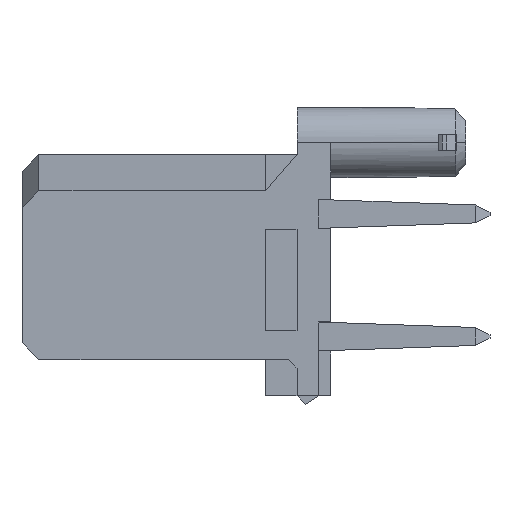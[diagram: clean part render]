
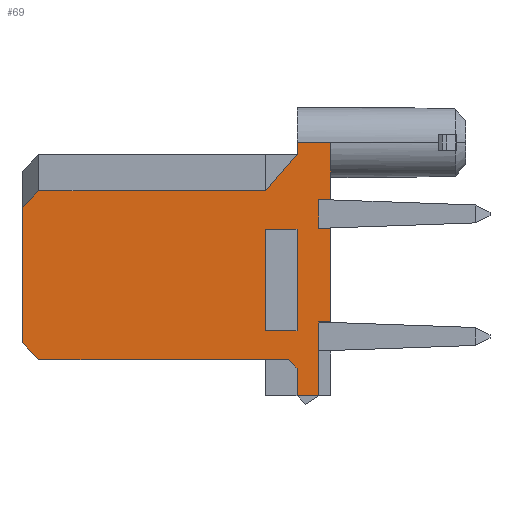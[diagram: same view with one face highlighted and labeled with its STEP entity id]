
A CAD part, left-side view. The second image highlights one B-rep face of the part: STEP entity #69.
In plain terms, the highlighted planar face has unit normal (-1, 0, 0).
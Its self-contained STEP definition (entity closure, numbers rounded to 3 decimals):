
#69=ADVANCED_FACE('',(#294,#295),#296,.F.);
#294=FACE_OUTER_BOUND('',#727,.T.);
#295=FACE_BOUND('',#728,.T.);
#296=PLANE('',#729);
#727=EDGE_LOOP('',(#1194,#1195,#1196,#1197,#1198,#1199,#1200,#1201,#1202,#1203,#1204,#1205,#1206,#1207,#1208,#1209,#1210,#1211));
#728=EDGE_LOOP('',(#1212,#1213,#1214,#1215));
#729=AXIS2_PLACEMENT_3D('',#1216,#1217,#1218);
#1194=ORIENTED_EDGE('',*,*,#2880,.T.);
#1195=ORIENTED_EDGE('',*,*,#2881,.F.);
#1196=ORIENTED_EDGE('',*,*,#2882,.F.);
#1197=ORIENTED_EDGE('',*,*,#2883,.T.);
#1198=ORIENTED_EDGE('',*,*,#2884,.T.);
#1199=ORIENTED_EDGE('',*,*,#2885,.F.);
#1200=ORIENTED_EDGE('',*,*,#2886,.F.);
#1201=ORIENTED_EDGE('',*,*,#2887,.F.);
#1202=ORIENTED_EDGE('',*,*,#2888,.T.);
#1203=ORIENTED_EDGE('',*,*,#2889,.F.);
#1204=ORIENTED_EDGE('',*,*,#2890,.F.);
#1205=ORIENTED_EDGE('',*,*,#2891,.F.);
#1206=ORIENTED_EDGE('',*,*,#2892,.F.);
#1207=ORIENTED_EDGE('',*,*,#2893,.F.);
#1208=ORIENTED_EDGE('',*,*,#2894,.F.);
#1209=ORIENTED_EDGE('',*,*,#2879,.T.);
#1210=ORIENTED_EDGE('',*,*,#2895,.T.);
#1211=ORIENTED_EDGE('',*,*,#2896,.F.);
#1212=ORIENTED_EDGE('',*,*,#2897,.F.);
#1213=ORIENTED_EDGE('',*,*,#2898,.T.);
#1214=ORIENTED_EDGE('',*,*,#2899,.T.);
#1215=ORIENTED_EDGE('',*,*,#2900,.F.);
#1216=CARTESIAN_POINT('',(-4.43,0.0,0.0));
#1217=DIRECTION('',(1.0,0.0,0.0));
#1218=DIRECTION('',(0.0,1.0,0.0));
#2879=EDGE_CURVE('',#3460,#3471,#3473,.T.);
#2880=EDGE_CURVE('',#3474,#3475,#3476,.T.);
#2881=EDGE_CURVE('',#3477,#3475,#3478,.T.);
#2882=EDGE_CURVE('',#3479,#3477,#3480,.T.);
#2883=EDGE_CURVE('',#3479,#3481,#3482,.T.);
#2884=EDGE_CURVE('',#3481,#3483,#3484,.T.);
#2885=EDGE_CURVE('',#3485,#3483,#3486,.T.);
#2886=EDGE_CURVE('',#3487,#3485,#3488,.T.);
#2887=EDGE_CURVE('',#3489,#3487,#3490,.T.);
#2888=EDGE_CURVE('',#3489,#3491,#3492,.T.);
#2889=EDGE_CURVE('',#3493,#3491,#3494,.T.);
#2890=EDGE_CURVE('',#3495,#3493,#3496,.T.);
#2891=EDGE_CURVE('',#3497,#3495,#3498,.T.);
#2892=EDGE_CURVE('',#3499,#3497,#3500,.T.);
#2893=EDGE_CURVE('',#3501,#3499,#3502,.T.);
#2894=EDGE_CURVE('',#3460,#3501,#3503,.T.);
#2895=EDGE_CURVE('',#3471,#3504,#3505,.T.);
#2896=EDGE_CURVE('',#3474,#3504,#3506,.T.);
#2897=EDGE_CURVE('',#3507,#3508,#3509,.T.);
#2898=EDGE_CURVE('',#3507,#3510,#3511,.T.);
#2899=EDGE_CURVE('',#3510,#3512,#3513,.T.);
#2900=EDGE_CURVE('',#3508,#3512,#3514,.T.);
#3460=VERTEX_POINT('',#4360);
#3471=VERTEX_POINT('',#4387);
#3473=LINE('',#4389,#4390);
#3474=VERTEX_POINT('',#4391);
#3475=VERTEX_POINT('',#4392);
#3476=LINE('',#4393,#4394);
#3477=VERTEX_POINT('',#4395);
#3478=LINE('',#4396,#4397);
#3479=VERTEX_POINT('',#4398);
#3480=LINE('',#4399,#4400);
#3481=VERTEX_POINT('',#4401);
#3482=LINE('',#4402,#4403);
#3483=VERTEX_POINT('',#4404);
#3484=LINE('',#4405,#4406);
#3485=VERTEX_POINT('',#4407);
#3486=LINE('',#4408,#4409);
#3487=VERTEX_POINT('',#4410);
#3488=LINE('',#4411,#4412);
#3489=VERTEX_POINT('',#4413);
#3490=LINE('',#4414,#4415);
#3491=VERTEX_POINT('',#4416);
#3492=LINE('',#4417,#4418);
#3493=VERTEX_POINT('',#4419);
#3494=LINE('',#4420,#4421);
#3495=VERTEX_POINT('',#4422);
#3496=LINE('',#4423,#4424);
#3497=VERTEX_POINT('',#4425);
#3498=LINE('',#4426,#4427);
#3499=VERTEX_POINT('',#4428);
#3500=LINE('',#4429,#4430);
#3501=VERTEX_POINT('',#4431);
#3502=LINE('',#4432,#4433);
#3503=LINE('',#4434,#4435);
#3504=VERTEX_POINT('',#4436);
#3505=LINE('',#4437,#4438);
#3506=LINE('',#4439,#4440);
#3507=VERTEX_POINT('',#4441);
#3508=VERTEX_POINT('',#4442);
#3509=LINE('',#4443,#4444);
#3510=VERTEX_POINT('',#4445);
#3511=LINE('',#4446,#4447);
#3512=VERTEX_POINT('',#4448);
#3513=LINE('',#4449,#4450);
#3514=LINE('',#4451,#4452);
#4360=CARTESIAN_POINT('',(-4.43,0.0,2.75));
#4387=CARTESIAN_POINT('',(-4.43,0.7,2.75));
#4389=CARTESIAN_POINT('',(-4.43,0.0,2.75));
#4390=VECTOR('',#5769,0.7);
#4391=CARTESIAN_POINT('',(-4.43,1.35,1.75));
#4392=CARTESIAN_POINT('',(-4.43,6.05,1.75));
#4393=CARTESIAN_POINT('',(-4.43,1.35,1.75));
#4394=VECTOR('',#5770,4.7);
#4395=CARTESIAN_POINT('',(-4.43,6.4,1.4));
#4396=CARTESIAN_POINT('',(-4.43,6.4,1.4));
#4397=VECTOR('',#5771,0.495);
#4398=CARTESIAN_POINT('',(-4.43,6.4,-1.4));
#4399=CARTESIAN_POINT('',(-4.43,6.4,-1.4));
#4400=VECTOR('',#5772,2.8);
#4401=CARTESIAN_POINT('',(-4.43,6.05,-1.75));
#4402=CARTESIAN_POINT('',(-4.43,6.4,-1.4));
#4403=VECTOR('',#5773,0.495);
#4404=CARTESIAN_POINT('',(-4.43,0.875,-1.75));
#4405=CARTESIAN_POINT('',(-4.43,6.05,-1.75));
#4406=VECTOR('',#5774,5.175);
#4407=CARTESIAN_POINT('',(-4.43,0.7,-1.925));
#4408=CARTESIAN_POINT('',(-4.43,0.7,-1.925));
#4409=VECTOR('',#5775,0.247);
#4410=CARTESIAN_POINT('',(-4.43,0.7,-2.5));
#4411=CARTESIAN_POINT('',(-4.43,0.7,-2.5));
#4412=VECTOR('',#5776,0.575);
#4413=CARTESIAN_POINT('',(-4.43,0.25,-2.5));
#4414=CARTESIAN_POINT('',(-4.43,0.25,-2.5));
#4415=VECTOR('',#5777,0.45);
#4416=CARTESIAN_POINT('',(-4.43,0.25,-0.97));
#4417=CARTESIAN_POINT('',(-4.43,0.25,-2.5));
#4418=VECTOR('',#5778,1.53);
#4419=CARTESIAN_POINT('',(-4.43,0.0,-0.97));
#4420=CARTESIAN_POINT('',(-4.43,0.0,-0.97));
#4421=VECTOR('',#5779,0.25);
#4422=CARTESIAN_POINT('',(-4.43,0.0,0.97));
#4423=CARTESIAN_POINT('',(-4.43,0.0,0.97));
#4424=VECTOR('',#5780,1.94);
#4425=CARTESIAN_POINT('',(-4.43,0.25,0.97));
#4426=CARTESIAN_POINT('',(-4.43,0.25,0.97));
#4427=VECTOR('',#5781,0.25);
#4428=CARTESIAN_POINT('',(-4.43,0.25,1.57));
#4429=CARTESIAN_POINT('',(-4.43,0.25,1.57));
#4430=VECTOR('',#5782,0.6);
#4431=CARTESIAN_POINT('',(-4.43,0.0,1.57));
#4432=CARTESIAN_POINT('',(-4.43,0.0,1.57));
#4433=VECTOR('',#5783,0.25);
#4434=CARTESIAN_POINT('',(-4.43,0.0,2.75));
#4435=VECTOR('',#5784,1.18);
#4436=CARTESIAN_POINT('',(-4.43,0.7,2.5));
#4437=CARTESIAN_POINT('',(-4.43,0.7,2.75));
#4438=VECTOR('',#5785,0.25);
#4439=CARTESIAN_POINT('',(-4.43,1.35,1.75));
#4440=VECTOR('',#5786,0.992);
#4441=CARTESIAN_POINT('',(-4.43,0.7,0.95));
#4442=CARTESIAN_POINT('',(-4.43,1.35,0.95));
#4443=CARTESIAN_POINT('',(-4.43,0.7,0.95));
#4444=VECTOR('',#5787,0.65);
#4445=CARTESIAN_POINT('',(-4.43,0.7,-1.15));
#4446=CARTESIAN_POINT('',(-4.43,0.7,0.95));
#4447=VECTOR('',#5788,2.1);
#4448=CARTESIAN_POINT('',(-4.43,1.35,-1.15));
#4449=CARTESIAN_POINT('',(-4.43,0.7,-1.15));
#4450=VECTOR('',#5789,0.65);
#4451=CARTESIAN_POINT('',(-4.43,1.35,0.95));
#4452=VECTOR('',#5790,2.1);
#5769=DIRECTION('',(0.0,1.,0.));
#5770=DIRECTION('',(0.0,1.0,0.0));
#5771=DIRECTION('',(0.0,-0.707,0.707));
#5772=DIRECTION('',(0.0,0.0,1.0));
#5773=DIRECTION('',(0.0,-0.707,-0.707));
#5774=DIRECTION('',(0.0,-1.0,0.0));
#5775=DIRECTION('',(0.0,0.707,0.707));
#5776=DIRECTION('',(0.0,0.0,1.0));
#5777=DIRECTION('',(0.0,1.0,0.0));
#5778=DIRECTION('',(0.0,0.0,1.0));
#5779=DIRECTION('',(0.0,1.0,0.0));
#5780=DIRECTION('',(0.0,0.0,-1.0));
#5781=DIRECTION('',(0.0,-1.0,0.0));
#5782=DIRECTION('',(0.0,0.0,-1.0));
#5783=DIRECTION('',(0.0,1.0,0.0));
#5784=DIRECTION('',(0.0,0.0,-1.0));
#5785=DIRECTION('',(0.0,0.0,-1.0));
#5786=DIRECTION('',(0.0,-0.655,0.756));
#5787=DIRECTION('',(0.0,1.0,0.0));
#5788=DIRECTION('',(0.0,0.0,-1.0));
#5789=DIRECTION('',(0.0,1.0,0.0));
#5790=DIRECTION('',(0.0,0.0,-1.0));
